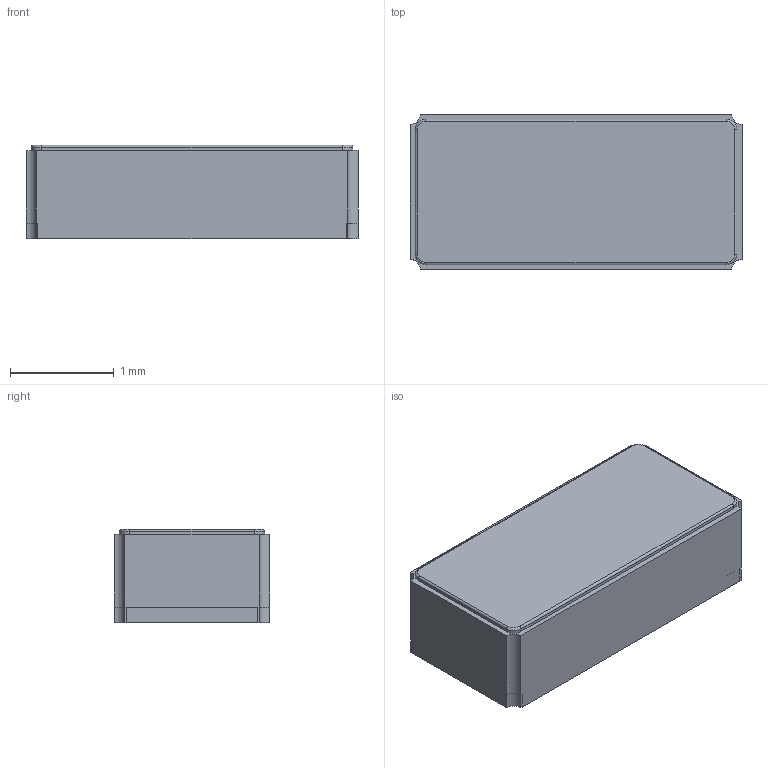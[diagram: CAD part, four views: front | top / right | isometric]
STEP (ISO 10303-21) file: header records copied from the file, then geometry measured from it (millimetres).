
FILE_DESCRIPTION(('FreeCAD Model'),'2;1');
FILE_NAME('Open CASCADE Shape Model','2024-12-21T11:59:48',(''),(''), 'Open CASCADE STEP processor 7.8','FreeCAD','Unknown');
FILE_SCHEMA(('AUTOMOTIVE_DESIGN { 1 0 10303 214 1 1 1 1 }'));
Length unit declared in the file: millimetre
Products named in the file (5): Unnamed; Body; Body001; Body002 (Mirror #1); Body002
Assembly tree (4 placements, depth 2):
  Unnamed
    Body
    Body001
    Body002 (Mirror #1)
    Body002
Bounding box: 3.2 x 1.5 x 0.9 mm (x, y, z)
Volume: 4.3 mm3; surface area: 32.1 mm2
Topology: 4 solids, 4 shells, 80 faces, 208 edges, 136 vertices
Faces by surface type: plane 60, cylinder 16, torus 4
Entity records: 2544 total; most frequent: CARTESIAN_POINT 429, ORIENTED_EDGE 416, DIRECTION 414, EDGE_CURVE 208, LINE 172, VECTOR 172, VERTEX_POINT 136, AXIS2_PLACEMENT_3D 121
